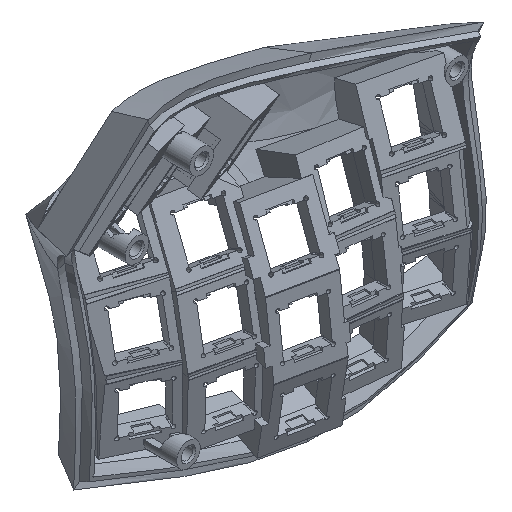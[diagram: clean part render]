
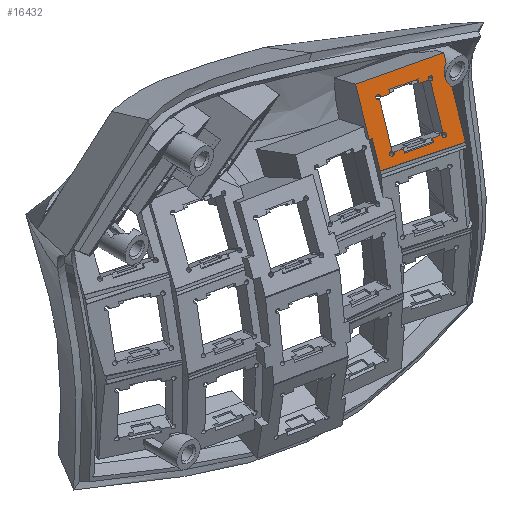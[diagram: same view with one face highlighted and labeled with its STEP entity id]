
A CAD part, isometric view. The second image highlights one B-rep face of the part: STEP entity #16432.
In plain terms, the highlighted planar face has unit normal (-0.261, -0.875, 0.407).
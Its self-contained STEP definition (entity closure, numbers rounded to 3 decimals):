
#120=FACE_BOUND('',#5999,.T.);
#185=CIRCLE('',#17343,0.6);
#186=CIRCLE('',#17344,0.6);
#187=CIRCLE('',#17345,0.6);
#188=CIRCLE('',#17346,0.6);
#340=ELLIPSE('',#17337,4.57,4.);
#343=ELLIPSE('',#17342,4.57,4.);
#550=LINE('',#23276,#2546);
#551=LINE('',#23278,#2547);
#552=LINE('',#23280,#2548);
#553=LINE('',#23282,#2549);
#554=LINE('',#23284,#2550);
#555=LINE('',#23286,#2551);
#556=LINE('',#23287,#2552);
#557=LINE('',#23292,#2553);
#558=LINE('',#23296,#2554);
#559=LINE('',#23298,#2555);
#560=LINE('',#23300,#2556);
#561=LINE('',#23302,#2557);
#562=LINE('',#23304,#2558);
#563=LINE('',#23308,#2559);
#564=LINE('',#23312,#2560);
#565=LINE('',#23314,#2561);
#566=LINE('',#23316,#2562);
#567=LINE('',#23318,#2563);
#568=LINE('',#23319,#2564);
#2546=VECTOR('',#18647,10.);
#2547=VECTOR('',#18648,10.);
#2548=VECTOR('',#18649,10.);
#2549=VECTOR('',#18650,10.);
#2550=VECTOR('',#18651,10.);
#2551=VECTOR('',#18652,10.);
#2552=VECTOR('',#18653,10.);
#2553=VECTOR('',#18656,10.);
#2554=VECTOR('',#18659,10.);
#2555=VECTOR('',#18660,10.);
#2556=VECTOR('',#18661,10.);
#2557=VECTOR('',#18662,10.);
#2558=VECTOR('',#18663,10.);
#2559=VECTOR('',#18666,10.);
#2560=VECTOR('',#18669,10.);
#2561=VECTOR('',#18670,10.);
#2562=VECTOR('',#18671,10.);
#2563=VECTOR('',#18672,10.);
#2564=VECTOR('',#18673,10.);
#4415=PLANE('',#17341);
#5132=FACE_OUTER_BOUND('',#5998,.T.);
#5998=EDGE_LOOP('',(#11626,#11627,#11628,#11629,#11630,#11631,#11632,#11633,
#11634));
#5999=EDGE_LOOP('',(#11635,#11636,#11637,#11638,#11639,#11640,#11641,#11642,
#11643,#11644,#11645,#11646,#11647,#11648,#11649,#11650));
#7212=VERTEX_POINT('',#22755);
#7336=VERTEX_POINT('',#23267);
#7337=VERTEX_POINT('',#23273);
#7338=VERTEX_POINT('',#23275);
#7339=VERTEX_POINT('',#23277);
#7340=VERTEX_POINT('',#23279);
#7341=VERTEX_POINT('',#23281);
#7342=VERTEX_POINT('',#23283);
#7343=VERTEX_POINT('',#23285);
#7344=VERTEX_POINT('',#23288);
#7345=VERTEX_POINT('',#23289);
#7346=VERTEX_POINT('',#23291);
#7347=VERTEX_POINT('',#23293);
#7348=VERTEX_POINT('',#23295);
#7349=VERTEX_POINT('',#23297);
#7350=VERTEX_POINT('',#23299);
#7351=VERTEX_POINT('',#23301);
#7352=VERTEX_POINT('',#23303);
#7353=VERTEX_POINT('',#23305);
#7354=VERTEX_POINT('',#23307);
#7355=VERTEX_POINT('',#23309);
#7356=VERTEX_POINT('',#23311);
#7357=VERTEX_POINT('',#23313);
#7358=VERTEX_POINT('',#23315);
#7359=VERTEX_POINT('',#23317);
#9037=EDGE_CURVE('',#7336,#7212,#340,.T.);
#9040=EDGE_CURVE('',#7212,#7337,#343,.T.);
#9041=EDGE_CURVE('',#7338,#7337,#550,.T.);
#9042=EDGE_CURVE('',#7339,#7338,#551,.T.);
#9043=EDGE_CURVE('',#7340,#7339,#552,.T.);
#9044=EDGE_CURVE('',#7340,#7341,#553,.T.);
#9045=EDGE_CURVE('',#7341,#7342,#554,.T.);
#9046=EDGE_CURVE('',#7343,#7342,#555,.T.);
#9047=EDGE_CURVE('',#7336,#7343,#556,.T.);
#9048=EDGE_CURVE('',#7344,#7345,#185,.T.);
#9049=EDGE_CURVE('',#7345,#7346,#557,.T.);
#9050=EDGE_CURVE('',#7346,#7347,#186,.T.);
#9051=EDGE_CURVE('',#7347,#7348,#558,.T.);
#9052=EDGE_CURVE('',#7348,#7349,#559,.T.);
#9053=EDGE_CURVE('',#7349,#7350,#560,.T.);
#9054=EDGE_CURVE('',#7350,#7351,#561,.T.);
#9055=EDGE_CURVE('',#7351,#7352,#562,.T.);
#9056=EDGE_CURVE('',#7352,#7353,#187,.T.);
#9057=EDGE_CURVE('',#7353,#7354,#563,.T.);
#9058=EDGE_CURVE('',#7354,#7355,#188,.T.);
#9059=EDGE_CURVE('',#7355,#7356,#564,.T.);
#9060=EDGE_CURVE('',#7356,#7357,#565,.T.);
#9061=EDGE_CURVE('',#7357,#7358,#566,.T.);
#9062=EDGE_CURVE('',#7358,#7359,#567,.T.);
#9063=EDGE_CURVE('',#7359,#7344,#568,.T.);
#11626=ORIENTED_EDGE('',*,*,#9037,.T.);
#11627=ORIENTED_EDGE('',*,*,#9040,.T.);
#11628=ORIENTED_EDGE('',*,*,#9041,.F.);
#11629=ORIENTED_EDGE('',*,*,#9042,.F.);
#11630=ORIENTED_EDGE('',*,*,#9043,.F.);
#11631=ORIENTED_EDGE('',*,*,#9044,.T.);
#11632=ORIENTED_EDGE('',*,*,#9045,.T.);
#11633=ORIENTED_EDGE('',*,*,#9046,.F.);
#11634=ORIENTED_EDGE('',*,*,#9047,.F.);
#11635=ORIENTED_EDGE('',*,*,#9048,.T.);
#11636=ORIENTED_EDGE('',*,*,#9049,.T.);
#11637=ORIENTED_EDGE('',*,*,#9050,.T.);
#11638=ORIENTED_EDGE('',*,*,#9051,.T.);
#11639=ORIENTED_EDGE('',*,*,#9052,.T.);
#11640=ORIENTED_EDGE('',*,*,#9053,.T.);
#11641=ORIENTED_EDGE('',*,*,#9054,.T.);
#11642=ORIENTED_EDGE('',*,*,#9055,.T.);
#11643=ORIENTED_EDGE('',*,*,#9056,.T.);
#11644=ORIENTED_EDGE('',*,*,#9057,.T.);
#11645=ORIENTED_EDGE('',*,*,#9058,.T.);
#11646=ORIENTED_EDGE('',*,*,#9059,.T.);
#11647=ORIENTED_EDGE('',*,*,#9060,.T.);
#11648=ORIENTED_EDGE('',*,*,#9061,.T.);
#11649=ORIENTED_EDGE('',*,*,#9062,.T.);
#11650=ORIENTED_EDGE('',*,*,#9063,.T.);
#16432=ADVANCED_FACE('',(#5132,#120),#4415,.F.);
#17337=AXIS2_PLACEMENT_3D('',#23268,#18635,#18636);
#17341=AXIS2_PLACEMENT_3D('',#23272,#18643,#18644);
#17342=AXIS2_PLACEMENT_3D('',#23274,#18645,#18646);
#17343=AXIS2_PLACEMENT_3D('',#23290,#18654,#18655);
#17344=AXIS2_PLACEMENT_3D('',#23294,#18657,#18658);
#17345=AXIS2_PLACEMENT_3D('',#23306,#18664,#18665);
#17346=AXIS2_PLACEMENT_3D('',#23310,#18667,#18668);
#18635=DIRECTION('center_axis',(0.261,0.875,-0.408));
#18636=DIRECTION('ref_axis',(0.472,-0.484,-0.737));
#18643=DIRECTION('center_axis',(0.261,0.875,-0.408));
#18644=DIRECTION('ref_axis',(-0.962,0.27,-0.036));
#18645=DIRECTION('center_axis',(0.261,0.875,-0.408));
#18646=DIRECTION('ref_axis',(0.472,-0.484,-0.737));
#18647=DIRECTION('',(-0.078,-0.402,-0.912));
#18648=DIRECTION('',(0.962,-0.27,0.036));
#18649=DIRECTION('',(0.078,0.402,0.912));
#18650=DIRECTION('',(0.962,-0.27,0.036));
#18651=DIRECTION('',(-0.078,-0.402,-0.912));
#18652=DIRECTION('',(-0.961,0.277,-0.019));
#18653=DIRECTION('',(-0.078,-0.402,-0.912));
#18654=DIRECTION('center_axis',(0.261,0.875,-0.408));
#18655=DIRECTION('ref_axis',(-0.962,0.27,-0.036));
#18656=DIRECTION('',(-0.078,-0.402,-0.912));
#18657=DIRECTION('center_axis',(0.261,0.875,-0.408));
#18658=DIRECTION('ref_axis',(-0.962,0.27,-0.036));
#18659=DIRECTION('',(-0.962,0.27,-0.036));
#18660=DIRECTION('',(-0.078,-0.402,-0.912));
#18661=DIRECTION('',(-0.962,0.27,-0.036));
#18662=DIRECTION('',(0.078,0.402,0.912));
#18663=DIRECTION('',(-0.962,0.27,-0.036));
#18664=DIRECTION('center_axis',(0.261,0.875,-0.408));
#18665=DIRECTION('ref_axis',(-0.962,0.27,-0.036));
#18666=DIRECTION('',(0.078,0.402,0.912));
#18667=DIRECTION('center_axis',(0.261,0.875,-0.408));
#18668=DIRECTION('ref_axis',(-0.962,0.27,-0.036));
#18669=DIRECTION('',(0.962,-0.27,0.036));
#18670=DIRECTION('',(0.078,0.402,0.912));
#18671=DIRECTION('',(0.962,-0.27,0.036));
#18672=DIRECTION('',(-0.078,-0.402,-0.912));
#18673=DIRECTION('',(0.962,-0.27,0.036));
#22755=CARTESIAN_POINT('',(101.181,12.,16.478));
#23267=CARTESIAN_POINT('',(102.085,10.589,14.025));
#23268=CARTESIAN_POINT('Origin',(105.181,10.847,16.558));
#23272=CARTESIAN_POINT('Origin',(90.28,12.497,10.575));
#23273=CARTESIAN_POINT('',(102.561,13.034,19.582));
#23274=CARTESIAN_POINT('Origin',(105.181,10.847,16.558));
#23275=CARTESIAN_POINT('',(102.765,14.081,21.959));
#23276=CARTESIAN_POINT('',(102.765,14.081,21.959));
#23277=CARTESIAN_POINT('',(79.67,20.552,21.09));
#23278=CARTESIAN_POINT('',(79.67,20.552,21.09));
#23279=CARTESIAN_POINT('',(78.583,14.964,8.393));
#23280=CARTESIAN_POINT('',(77.794,10.914,-0.81));
#23281=CARTESIAN_POINT('',(79.409,14.732,8.424));
#23282=CARTESIAN_POINT('',(84.652,13.263,8.621));
#23283=CARTESIAN_POINT('',(78.769,11.443,0.949));
#23284=CARTESIAN_POINT('',(78.781,11.503,1.085));
#23285=CARTESIAN_POINT('',(101.003,5.029,1.391));
#23286=CARTESIAN_POINT('',(83.624,10.042,1.045));
#23287=CARTESIAN_POINT('',(102.765,14.081,21.959));
#23288=CARTESIAN_POINT('',(97.159,13.502,17.132));
#23289=CARTESIAN_POINT('',(97.458,13.275,16.836));
#23290=CARTESIAN_POINT('Origin',(97.714,13.44,17.353));
#23291=CARTESIAN_POINT('',(96.429,7.985,4.815));
#23292=CARTESIAN_POINT('',(97.214,12.021,13.985));
#23293=CARTESIAN_POINT('',(96.077,7.94,4.494));
#23294=CARTESIAN_POINT('Origin',(96.597,7.702,4.314));
#23295=CARTESIAN_POINT('',(93.587,8.638,4.401));
#23296=CARTESIAN_POINT('',(93.07,8.783,4.381));
#23297=CARTESIAN_POINT('',(93.501,8.196,3.397));
#23298=CARTESIAN_POINT('',(93.815,9.807,7.058));
#23299=CARTESIAN_POINT('',(85.803,10.353,3.107));
#23300=CARTESIAN_POINT('',(87.728,9.814,3.18));
#23301=CARTESIAN_POINT('',(85.889,10.795,4.111));
#23302=CARTESIAN_POINT('',(86.16,12.185,7.27));
#23303=CARTESIAN_POINT('',(83.408,11.49,4.017));
#23304=CARTESIAN_POINT('',(93.07,8.783,4.381));
#23305=CARTESIAN_POINT('',(83.103,11.728,4.333));
#23306=CARTESIAN_POINT('Origin',(82.847,11.563,3.816));
#23307=CARTESIAN_POINT('',(84.132,17.018,16.354));
#23308=CARTESIAN_POINT('',(83.345,12.974,7.164));
#23309=CARTESIAN_POINT('',(84.474,17.057,16.655));
#23310=CARTESIAN_POINT('Origin',(83.964,17.302,16.855));
#23311=CARTESIAN_POINT('',(86.972,16.357,16.749));
#23312=CARTESIAN_POINT('',(87.489,16.212,16.768));
#23313=CARTESIAN_POINT('',(87.058,16.798,17.752));
#23314=CARTESIAN_POINT('',(86.744,15.187,14.091));
#23315=CARTESIAN_POINT('',(94.756,14.641,18.042));
#23316=CARTESIAN_POINT('',(92.831,15.181,17.97));
#23317=CARTESIAN_POINT('',(94.67,14.2,17.039));
#23318=CARTESIAN_POINT('',(94.399,12.809,13.879));
#23319=CARTESIAN_POINT('',(87.489,16.212,16.768));
